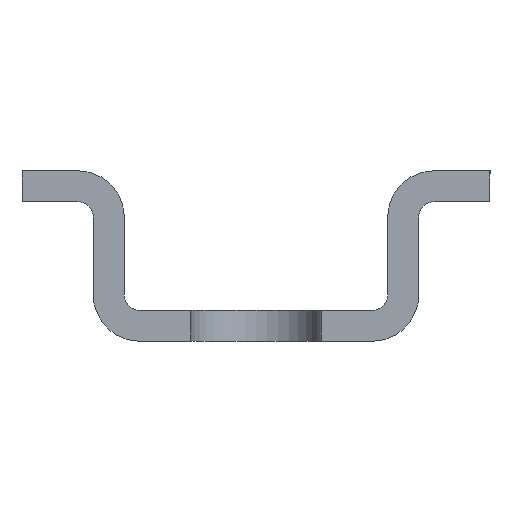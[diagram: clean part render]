
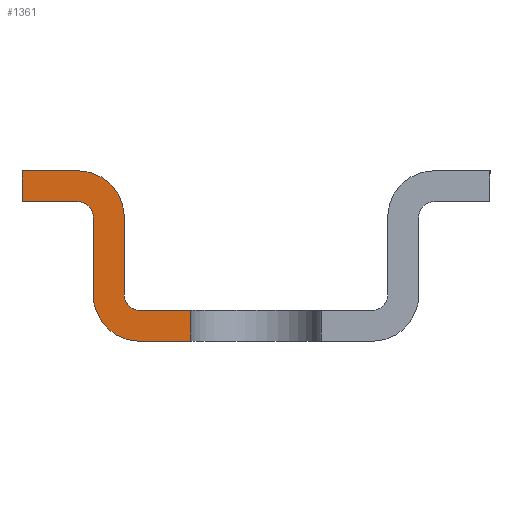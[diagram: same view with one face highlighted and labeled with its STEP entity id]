
A CAD part, left-side view. The second image highlights one B-rep face of the part: STEP entity #1361.
In plain terms, the highlighted planar face has unit normal (-1, 0, 0).
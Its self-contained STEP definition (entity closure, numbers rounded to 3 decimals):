
#65=FACE_OUTER_BOUND('',#135,.T.);
#135=EDGE_LOOP('',(#913,#914,#915,#916,#917,#918,#919,#920,#921,#922,#923,
#924));
#225=LINE('',#1993,#369);
#226=LINE('',#1995,#370);
#227=LINE('',#1997,#371);
#228=LINE('',#2001,#372);
#229=LINE('',#2005,#373);
#230=LINE('',#2007,#374);
#231=LINE('',#2009,#375);
#232=LINE('',#2012,#376);
#369=VECTOR('',#1587,10.);
#370=VECTOR('',#1588,10.);
#371=VECTOR('',#1589,10.);
#372=VECTOR('',#1592,10.);
#373=VECTOR('',#1595,10.);
#374=VECTOR('',#1596,10.);
#375=VECTOR('',#1597,10.);
#376=VECTOR('',#1600,10.);
#513=CIRCLE('',#1452,1.5);
#514=CIRCLE('',#1453,0.5);
#515=CIRCLE('',#1454,1.5);
#516=CIRCLE('',#1455,0.5);
#573=VERTEX_POINT('',#1989);
#574=VERTEX_POINT('',#1990);
#575=VERTEX_POINT('',#1992);
#576=VERTEX_POINT('',#1994);
#577=VERTEX_POINT('',#1996);
#578=VERTEX_POINT('',#1998);
#579=VERTEX_POINT('',#2000);
#580=VERTEX_POINT('',#2002);
#581=VERTEX_POINT('',#2004);
#582=VERTEX_POINT('',#2006);
#583=VERTEX_POINT('',#2008);
#584=VERTEX_POINT('',#2010);
#709=EDGE_CURVE('',#573,#574,#513,.T.);
#710=EDGE_CURVE('',#575,#573,#225,.T.);
#711=EDGE_CURVE('',#576,#575,#226,.T.);
#712=EDGE_CURVE('',#577,#576,#227,.T.);
#713=EDGE_CURVE('',#578,#577,#514,.T.);
#714=EDGE_CURVE('',#579,#578,#228,.T.);
#715=EDGE_CURVE('',#580,#579,#515,.T.);
#716=EDGE_CURVE('',#581,#580,#229,.T.);
#717=EDGE_CURVE('',#582,#581,#230,.T.);
#718=EDGE_CURVE('',#583,#582,#231,.T.);
#719=EDGE_CURVE('',#584,#583,#516,.T.);
#720=EDGE_CURVE('',#574,#584,#232,.T.);
#913=ORIENTED_EDGE('',*,*,#709,.F.);
#914=ORIENTED_EDGE('',*,*,#710,.F.);
#915=ORIENTED_EDGE('',*,*,#711,.F.);
#916=ORIENTED_EDGE('',*,*,#712,.F.);
#917=ORIENTED_EDGE('',*,*,#713,.F.);
#918=ORIENTED_EDGE('',*,*,#714,.F.);
#919=ORIENTED_EDGE('',*,*,#715,.F.);
#920=ORIENTED_EDGE('',*,*,#716,.F.);
#921=ORIENTED_EDGE('',*,*,#717,.F.);
#922=ORIENTED_EDGE('',*,*,#718,.F.);
#923=ORIENTED_EDGE('',*,*,#719,.F.);
#924=ORIENTED_EDGE('',*,*,#720,.F.);
#1321=PLANE('',#1451);
#1361=ADVANCED_FACE('',(#65),#1321,.F.);
#1451=AXIS2_PLACEMENT_3D('',#1988,#1583,#1584);
#1452=AXIS2_PLACEMENT_3D('',#1991,#1585,#1586);
#1453=AXIS2_PLACEMENT_3D('',#1999,#1590,#1591);
#1454=AXIS2_PLACEMENT_3D('',#2003,#1593,#1594);
#1455=AXIS2_PLACEMENT_3D('',#2011,#1598,#1599);
#1583=DIRECTION('center_axis',(1.,0.,0.));
#1584=DIRECTION('ref_axis',(0.,-1.,0.));
#1585=DIRECTION('center_axis',(1.,0.,0.));
#1586=DIRECTION('ref_axis',(0.,0.,1.));
#1587=DIRECTION('',(0.,-1.,0.));
#1588=DIRECTION('',(0.,0.,1.));
#1589=DIRECTION('',(0.,1.,0.));
#1590=DIRECTION('center_axis',(-1.,0.,0.));
#1591=DIRECTION('ref_axis',(0.,0.,-1.));
#1592=DIRECTION('',(0.,0.,1.));
#1593=DIRECTION('center_axis',(1.,0.,0.));
#1594=DIRECTION('ref_axis',(0.,0.,-1.));
#1595=DIRECTION('',(0.,1.,0.));
#1596=DIRECTION('',(0.,0.,-1.));
#1597=DIRECTION('',(0.,-1.,0.));
#1598=DIRECTION('center_axis',(-1.,0.,0.));
#1599=DIRECTION('ref_axis',(0.,0.,1.));
#1600=DIRECTION('',(0.,0.,-1.));
#1988=CARTESIAN_POINT('Origin',(391.5,109.357,5.5));
#1989=CARTESIAN_POINT('',(391.5,5.75,5.5));
#1990=CARTESIAN_POINT('',(391.5,4.25,4.));
#1991=CARTESIAN_POINT('Origin',(391.5,5.75,4.));
#1992=CARTESIAN_POINT('',(391.5,7.55,5.5));
#1993=CARTESIAN_POINT('',(391.5,57.554,5.5));
#1994=CARTESIAN_POINT('',(391.5,7.55,4.5));
#1995=CARTESIAN_POINT('',(391.5,7.55,5.5));
#1996=CARTESIAN_POINT('',(391.5,5.75,4.5));
#1997=CARTESIAN_POINT('',(391.5,58.454,4.5));
#1998=CARTESIAN_POINT('',(391.5,5.25,4.));
#1999=CARTESIAN_POINT('Origin',(391.5,5.75,4.));
#2000=CARTESIAN_POINT('',(391.5,5.25,1.5));
#2001=CARTESIAN_POINT('',(391.5,5.25,4.75));
#2002=CARTESIAN_POINT('',(391.5,3.75,0.));
#2003=CARTESIAN_POINT('Origin',(391.5,3.75,1.5));
#2004=CARTESIAN_POINT('',(391.5,2.1,0.));
#2005=CARTESIAN_POINT('',(391.5,56.554,0.));
#2006=CARTESIAN_POINT('',(391.5,2.1,1.));
#2007=CARTESIAN_POINT('',(391.5,2.1,2.75));
#2008=CARTESIAN_POINT('',(391.5,3.75,1.));
#2009=CARTESIAN_POINT('',(391.5,52.804,1.));
#2010=CARTESIAN_POINT('',(391.5,4.25,1.5));
#2011=CARTESIAN_POINT('Origin',(391.5,3.75,1.5));
#2012=CARTESIAN_POINT('',(391.5,4.25,3.5));
